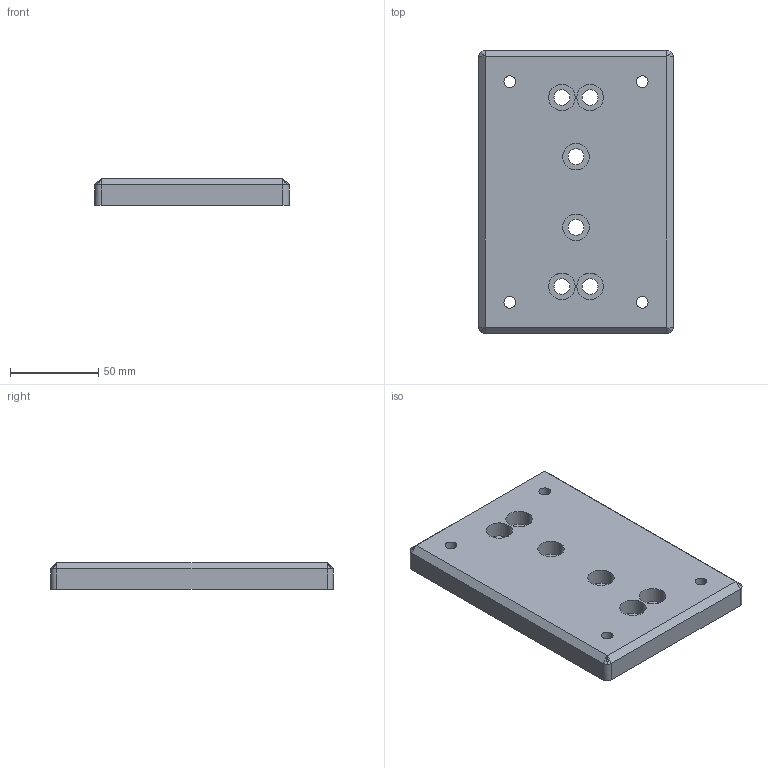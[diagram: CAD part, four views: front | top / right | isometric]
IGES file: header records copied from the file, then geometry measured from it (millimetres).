
Global section: file name: No Iges File Name specified; native system: AutoDesk Inventor R11.0; preprocessor: AutoDesk Inventor Iges Exporter R11.0; author: No Author specified; organization: No Organization specified; date: 20070910.120419; units: millimetre
Bounding box: 110 x 160 x 15 mm (x, y, z)
Volume: 246703 mm3; surface area: 45851.8 mm2
Topology: 1 solids, 1 shells, 60 faces, 148 edges, 88 vertices
Faces by surface type: bspline 38, plane 10, cone 8, cylinder 4
